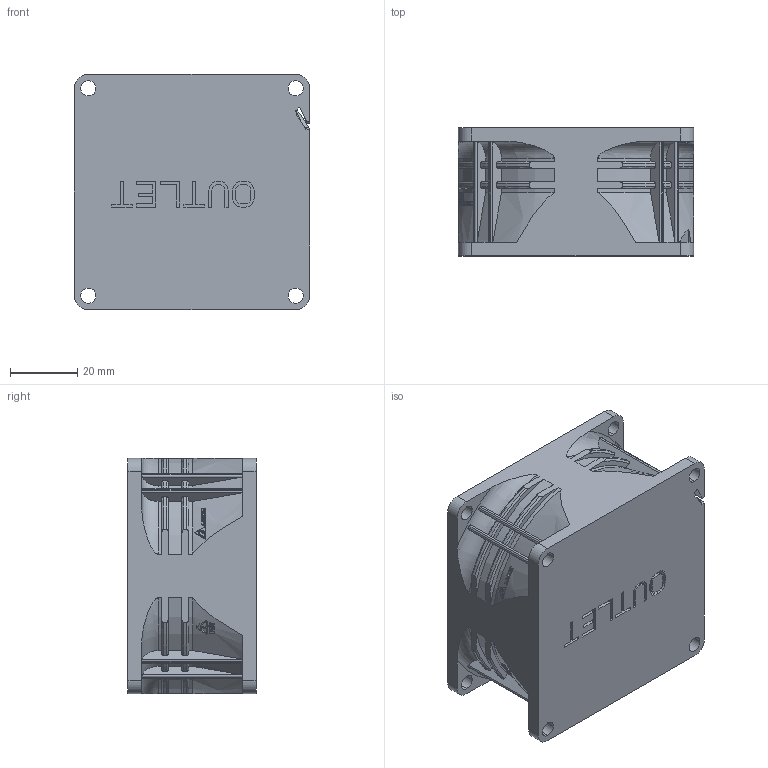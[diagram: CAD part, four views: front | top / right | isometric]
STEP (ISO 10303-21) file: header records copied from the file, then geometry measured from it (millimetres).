
FILE_DESCRIPTION((''),'2;1');
FILE_NAME('PRT0001','2016-01-28T',('QISONG.LUO'),(''),'PRO/ENGINEER BY PARAMETRIC TECHNOLOGY CORPORATION, 2012480','PRO/ENGINEER BY PARAMETRIC TECHNOLOGY CORPORATION, 2012480','');
FILE_SCHEMA(('CONFIG_CONTROL_DESIGN'));
Length unit declared in the file: millimetre
Products named in the file (1): PRT0001
Bounding box: 69.8 x 38 x 69.8 mm (x, y, z)
Volume: 162244.6 mm3; surface area: 24104.7 mm2
Topology: 1 solids, 1 shells, 649 faces, 1842 edges, 1228 vertices
Faces by surface type: plane 276, bspline 164, cylinder 121, torus 53, cone 35
Entity records: 27457 total; most frequent: CARTESIAN_POINT 11629, ORIENTED_EDGE 3684, DIRECTION 2670, EDGE_CURVE 1842, VERTEX_POINT 1228, VECTOR 974, LINE 974, AXIS2_PLACEMENT_3D 848
